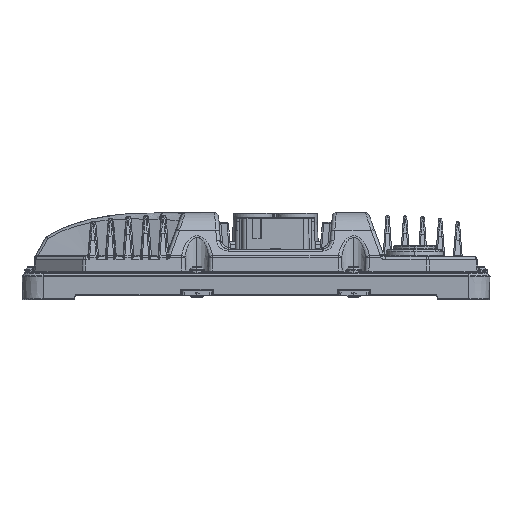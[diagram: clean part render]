
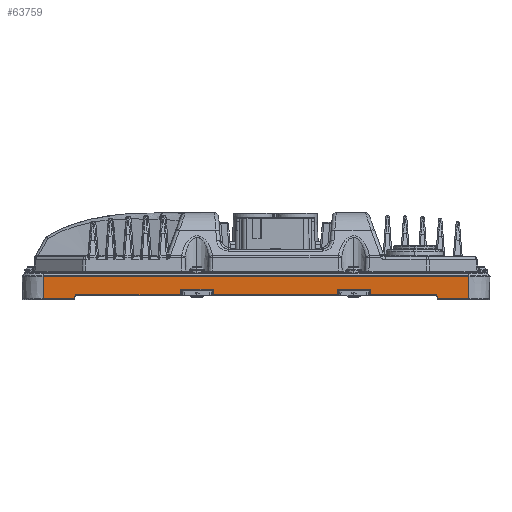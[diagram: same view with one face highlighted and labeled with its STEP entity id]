
A CAD part, front view. The second image highlights one B-rep face of the part: STEP entity #63759.
In plain terms, the highlighted planar face has unit normal (0, -0.999, -0.035).
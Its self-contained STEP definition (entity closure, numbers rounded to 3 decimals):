
#131=DIRECTION('',(0.,-0.035,0.999));
#132=VECTOR('',#131,11.656);
#133=CARTESIAN_POINT('',(-120.,-94.551,
-20.167));
#134=LINE('',#133,#132);
#139=DIRECTION('',(0.5,-0.03,0.866));
#140=VECTOR('',#139,2.312);
#141=CARTESIAN_POINT('',(-104.443,-94.551,
-20.167));
#142=LINE('',#141,#140);
#143=DIRECTION('',(0.5,0.03,-0.866));
#144=VECTOR('',#143,2.312);
#145=CARTESIAN_POINT('',(83.289,-94.621,-18.166));
#146=LINE('',#145,#144);
#147=DIRECTION('',(0.052,0.035,-0.998));
#148=VECTOR('',#147,2.286);
#149=CARTESIAN_POINT('',(49.012,-94.701,-15.878));
#150=LINE('',#149,#148);
#151=DIRECTION('',(0.052,-0.035,0.998));
#152=VECTOR('',#151,2.293);
#153=CARTESIAN_POINT('',(31.868,-94.621,-18.166));
#154=LINE('',#153,#152);
#155=DIRECTION('',(0.052,0.035,-0.998));
#156=VECTOR('',#155,2.286);
#157=CARTESIAN_POINT('',(-31.988,-94.701,
-15.878));
#158=LINE('',#157,#156);
#159=DIRECTION('',(0.051,-0.035,0.998));
#160=VECTOR('',#159,2.291);
#161=CARTESIAN_POINT('',(-49.129,-94.621,
-18.165));
#162=LINE('',#161,#160);
#174=DIRECTION('',(-1.,0.,0.));
#175=VECTOR('',#174,54.16);
#176=CARTESIAN_POINT('',(-49.129,-94.621,
-18.165));
#177=LINE('',#176,#175);
#183=CARTESIAN_POINT('',(-49.129,-94.621,
-18.165));
#230=CARTESIAN_POINT('',(-48.263,-94.726,
-15.167));
#231=CARTESIAN_POINT('',(-48.362,-94.726,
-15.167));
#232=CARTESIAN_POINT('',(-48.545,-94.724,
-15.204));
#233=CARTESIAN_POINT('',(-48.793,-94.719,
-15.36));
#234=CARTESIAN_POINT('',(-48.961,-94.711,
-15.599));
#235=CARTESIAN_POINT('',(-49.007,-94.704,
-15.779));
#236=CARTESIAN_POINT('',(-49.012,-94.701,
-15.878));
#242=DIRECTION('',(-1.,0.,0.));
#243=VECTOR('',#242,15.526);
#244=CARTESIAN_POINT('',(-32.737,-94.726,
-15.167));
#245=LINE('',#244,#243);
#257=CARTESIAN_POINT('',(-31.988,-94.701,
-15.878));
#258=CARTESIAN_POINT('',(-31.993,-94.704,
-15.779));
#259=CARTESIAN_POINT('',(-32.04,-94.711,
-15.597));
#260=CARTESIAN_POINT('',(-32.209,-94.719,
-15.359));
#261=CARTESIAN_POINT('',(-32.456,-94.724,
-15.204));
#262=CARTESIAN_POINT('',(-32.638,-94.726,
-15.167));
#263=CARTESIAN_POINT('',(-32.737,-94.726,
-15.167));
#294=DIRECTION('',(-1.,0.,0.));
#295=VECTOR('',#294,63.737);
#296=CARTESIAN_POINT('',(31.868,-94.621,-18.166));
#297=LINE('',#296,#295);
#325=CARTESIAN_POINT('',(32.737,-94.726,-15.167));
#326=CARTESIAN_POINT('',(32.638,-94.726,-15.167));
#327=CARTESIAN_POINT('',(32.455,-94.724,-15.204));
#328=CARTESIAN_POINT('',(32.207,-94.719,-15.36));
#329=CARTESIAN_POINT('',(32.039,-94.711,-15.599));
#330=CARTESIAN_POINT('',(31.993,-94.704,-15.779));
#331=CARTESIAN_POINT('',(31.988,-94.701,-15.878));
#337=DIRECTION('',(-1.,0.,0.));
#338=VECTOR('',#337,15.526);
#339=CARTESIAN_POINT('',(48.263,-94.726,-15.167));
#340=LINE('',#339,#338);
#352=CARTESIAN_POINT('',(49.012,-94.701,-15.878));
#353=CARTESIAN_POINT('',(49.007,-94.704,-15.779));
#354=CARTESIAN_POINT('',(48.96,-94.711,-15.597));
#355=CARTESIAN_POINT('',(48.791,-94.719,-15.359));
#356=CARTESIAN_POINT('',(48.544,-94.724,-15.204));
#357=CARTESIAN_POINT('',(48.362,-94.726,-15.167));
#358=CARTESIAN_POINT('',(48.263,-94.726,-15.167));
#389=DIRECTION('',(-1.,0.,0.));
#390=VECTOR('',#389,34.157);
#391=CARTESIAN_POINT('',(83.289,-94.621,-18.166));
#392=LINE('',#391,#390);
#399=CARTESIAN_POINT('',(83.289,-94.621,-18.166));
#481=DIRECTION('',(-1.,0.,0.));
#482=VECTOR('',#481,15.557);
#483=CARTESIAN_POINT('',(100.,-94.551,-20.167));
#484=LINE('',#483,#482);
#4200=DIRECTION('',(0.,0.035,-0.999));
#4201=VECTOR('',#4200,11.656);
#4202=CARTESIAN_POINT('',(100.,-94.958,
-8.519));
#4203=LINE('',#4202,#4201);
#4208=DIRECTION('',(1.,0.,0.));
#4209=VECTOR('',#4208,220.);
#4210=CARTESIAN_POINT('',(-120.,-94.958,
-8.519));
#4211=LINE('',#4210,#4209);
#7533=DIRECTION('',(-1.,0.,0.));
#7534=VECTOR('',#7533,15.557);
#7535=CARTESIAN_POINT('',(-104.443,-94.551,
-20.167));
#7536=LINE('',#7535,#7534);
#53397=CARTESIAN_POINT('',(-120.,-94.958,-8.523));
#53399=VERTEX_POINT('',#53397);
#53411=CARTESIAN_POINT('',(100.,-94.958,-8.523));
#53412=VERTEX_POINT('',#53411);
#54062=CARTESIAN_POINT('',(-31.868,-94.621,-18.15));
#54064=VERTEX_POINT('',#54062);
#54068=CARTESIAN_POINT('',(49.132,-94.621,-18.15));
#54070=VERTEX_POINT('',#54068);
#54077=VERTEX_POINT('',#399);
#54316=VERTEX_POINT('',#183);
#54321=CARTESIAN_POINT('',(-103.289,-94.621,
-18.166));
#54322=VERTEX_POINT('',#54321);
#58000=CARTESIAN_POINT('',(49.012,-94.701,
-15.878));
#58001=VERTEX_POINT('',#58000);
#58002=VERTEX_POINT('',#358);
#58003=CARTESIAN_POINT('',(32.737,-94.726,
-15.167));
#58004=VERTEX_POINT('',#58003);
#58005=VERTEX_POINT('',#331);
#58021=CARTESIAN_POINT('',(-31.988,-94.701,
-15.878));
#58022=VERTEX_POINT('',#58021);
#58023=VERTEX_POINT('',#263);
#58024=CARTESIAN_POINT('',(-48.263,-94.726,
-15.167));
#58025=VERTEX_POINT('',#58024);
#58026=VERTEX_POINT('',#236);
#58413=CARTESIAN_POINT('',(100.,-94.551,
-20.167));
#58414=VERTEX_POINT('',#58413);
#58477=CARTESIAN_POINT('',(84.443,-94.551,
-20.167));
#58478=VERTEX_POINT('',#58477);
#58479=CARTESIAN_POINT('',(-104.443,-94.551,
-20.167));
#58480=VERTEX_POINT('',#58479);
#58481=CARTESIAN_POINT('',(31.868,-94.621,
-18.166));
#58482=VERTEX_POINT('',#58481);
#58483=CARTESIAN_POINT('',(-120.,-94.551,
-20.167));
#58484=VERTEX_POINT('',#58483);
#63713=CARTESIAN_POINT('',(100.,-94.966,-8.298));
#63714=DIRECTION('',(0.,0.999,0.035));
#63715=DIRECTION('',(-1.,0.,0.));
#63716=AXIS2_PLACEMENT_3D('',#63713,#63714,#63715);
#63717=PLANE('',#63716);
#63719=ORIENTED_EDGE('',*,*,#63718,.F.);
#63721=ORIENTED_EDGE('',*,*,#63720,.T.);
#63722=ORIENTED_EDGE('',*,*,#63703,.T.);
#63724=ORIENTED_EDGE('',*,*,#63723,.T.);
#63726=ORIENTED_EDGE('',*,*,#63725,.T.);
#63728=ORIENTED_EDGE('',*,*,#63727,.T.);
#63730=ORIENTED_EDGE('',*,*,#63729,.F.);
#63732=ORIENTED_EDGE('',*,*,#63731,.T.);
#63734=ORIENTED_EDGE('',*,*,#63733,.F.);
#63736=ORIENTED_EDGE('',*,*,#63735,.T.);
#63738=ORIENTED_EDGE('',*,*,#63737,.T.);
#63740=ORIENTED_EDGE('',*,*,#63739,.T.);
#63742=ORIENTED_EDGE('',*,*,#63741,.F.);
#63744=ORIENTED_EDGE('',*,*,#63743,.T.);
#63746=ORIENTED_EDGE('',*,*,#63745,.F.);
#63748=ORIENTED_EDGE('',*,*,#63747,.T.);
#63750=ORIENTED_EDGE('',*,*,#63749,.T.);
#63752=ORIENTED_EDGE('',*,*,#63751,.T.);
#63754=ORIENTED_EDGE('',*,*,#63753,.F.);
#63756=ORIENTED_EDGE('',*,*,#63755,.T.);
#63757=EDGE_LOOP('',(#63719,#63721,#63722,#63724,#63726,#63728,#63730,#63732,
#63734,#63736,#63738,#63740,#63742,#63744,#63746,#63748,#63750,#63752,#63754,
#63756));
#63758=FACE_OUTER_BOUND('',#63757,.F.);
#63759=ADVANCED_FACE('',(#63758),#63717,.F.);
#237=B_SPLINE_CURVE_WITH_KNOTS('',3,(#230,#231,#232,#233,#234,#235,#236),
.UNSPECIFIED.,.F.,.F.,(4,1,1,1,4),(0.,0.25,0.5,0.75,1.),
.UNSPECIFIED.);
#264=B_SPLINE_CURVE_WITH_KNOTS('',3,(#257,#258,#259,#260,#261,#262,#263),
.UNSPECIFIED.,.F.,.F.,(4,1,1,1,4),(0.,0.25,0.5,0.75,1.),
.UNSPECIFIED.);
#332=B_SPLINE_CURVE_WITH_KNOTS('',3,(#325,#326,#327,#328,#329,#330,#331),
.UNSPECIFIED.,.F.,.F.,(4,1,1,1,4),(0.,0.25,0.5,0.75,1.),
.UNSPECIFIED.);
#359=B_SPLINE_CURVE_WITH_KNOTS('',3,(#352,#353,#354,#355,#356,#357,#358),
.UNSPECIFIED.,.F.,.F.,(4,1,1,1,4),(0.,0.25,0.5,0.75,1.),
.UNSPECIFIED.);
#63703=EDGE_CURVE('',#58484,#53399,#134,.T.);
#63718=EDGE_CURVE('',#58480,#54322,#142,.T.);
#63720=EDGE_CURVE('',#58480,#58484,#7536,.T.);
#63723=EDGE_CURVE('',#53399,#53412,#4211,.T.);
#63725=EDGE_CURVE('',#53412,#58414,#4203,.T.);
#63727=EDGE_CURVE('',#58414,#58478,#484,.T.);
#63729=EDGE_CURVE('',#54077,#58478,#146,.T.);
#63731=EDGE_CURVE('',#54077,#54070,#392,.T.);
#63733=EDGE_CURVE('',#58001,#54070,#150,.T.);
#63735=EDGE_CURVE('',#58001,#58002,#359,.T.);
#63737=EDGE_CURVE('',#58002,#58004,#340,.T.);
#63739=EDGE_CURVE('',#58004,#58005,#332,.T.);
#63741=EDGE_CURVE('',#58482,#58005,#154,.T.);
#63743=EDGE_CURVE('',#58482,#54064,#297,.T.);
#63745=EDGE_CURVE('',#58022,#54064,#158,.T.);
#63747=EDGE_CURVE('',#58022,#58023,#264,.T.);
#63749=EDGE_CURVE('',#58023,#58025,#245,.T.);
#63751=EDGE_CURVE('',#58025,#58026,#237,.T.);
#63753=EDGE_CURVE('',#54316,#58026,#162,.T.);
#63755=EDGE_CURVE('',#54316,#54322,#177,.T.);
